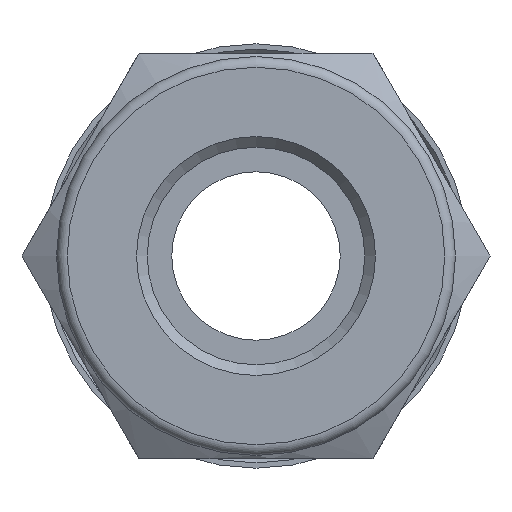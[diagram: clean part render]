
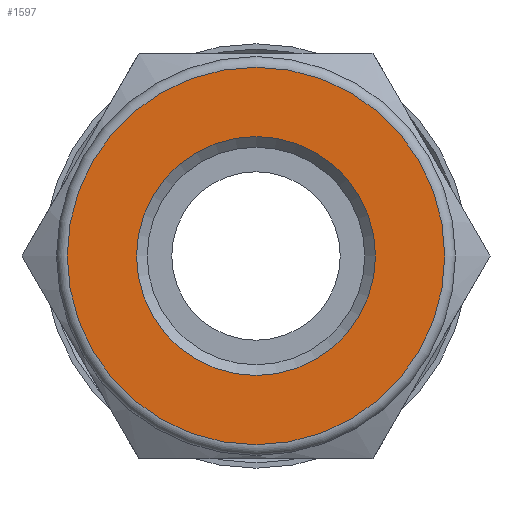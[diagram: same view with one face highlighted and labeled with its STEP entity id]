
A CAD part, left-side view. The second image highlights one B-rep face of the part: STEP entity #1597.
In plain terms, the highlighted planar face has unit normal (-1, 0, 0).
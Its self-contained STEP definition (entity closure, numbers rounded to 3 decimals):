
#44=FACE_BOUND('',#364,.T.);
#100=CIRCLE('',#1772,5.6);
#101=CIRCLE('',#1774,8.85);
#252=FACE_OUTER_BOUND('',#363,.T.);
#363=EDGE_LOOP('',(#1340));
#364=EDGE_LOOP('',(#1341));
#736=VERTEX_POINT('',#2771);
#737=VERTEX_POINT('',#2775);
#947=EDGE_CURVE('',#736,#736,#100,.T.);
#948=EDGE_CURVE('',#737,#737,#101,.T.);
#1340=ORIENTED_EDGE('',*,*,#948,.F.);
#1341=ORIENTED_EDGE('',*,*,#947,.T.);
#1517=PLANE('',#1773);
#1597=ADVANCED_FACE('',(#252,#44),#1517,.T.);
#1772=AXIS2_PLACEMENT_3D('',#2773,#2128,#2129);
#1773=AXIS2_PLACEMENT_3D('',#2774,#2130,#2131);
#1774=AXIS2_PLACEMENT_3D('',#2776,#2132,#2133);
#2128=DIRECTION('center_axis',(1.,0.,0.));
#2129=DIRECTION('ref_axis',(0.,0.,-1.));
#2130=DIRECTION('center_axis',(-1.,0.,0.));
#2131=DIRECTION('ref_axis',(0.,0.,1.));
#2132=DIRECTION('center_axis',(1.,0.,0.));
#2133=DIRECTION('ref_axis',(0.,0.,-1.));
#2771=CARTESIAN_POINT('',(0.869,-5.6,0.));
#2773=CARTESIAN_POINT('Origin',(0.869,0.,
0.));
#2774=CARTESIAN_POINT('Origin',(0.869,8.85,0.));
#2775=CARTESIAN_POINT('',(0.869,0.,8.85));
#2776=CARTESIAN_POINT('Origin',(0.869,0.,
0.));
